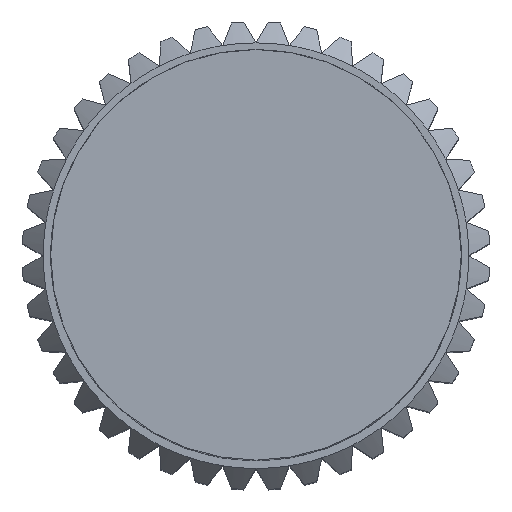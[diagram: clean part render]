
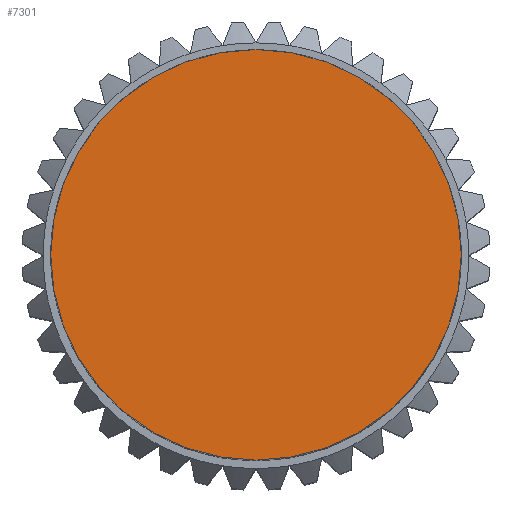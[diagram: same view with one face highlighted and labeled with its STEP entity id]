
A CAD part, top view. The second image highlights one B-rep face of the part: STEP entity #7301.
In plain terms, the highlighted planar face has unit normal (0, 0, 1).
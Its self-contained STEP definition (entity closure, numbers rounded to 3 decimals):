
#229 = CARTESIAN_POINT ( 'NONE',  ( 4.825, 0., 0. ) ) ;
#266 = DIRECTION ( 'NONE',  ( 0., 0., 1. ) ) ;
#499 = DIRECTION ( 'NONE',  ( 1., 0., 0. ) ) ;
#548 = EDGE_LOOP ( 'NONE', ( #2042, #690 ) ) ;
#690 = ORIENTED_EDGE ( 'NONE', *, *, #1947, .T. ) ;
#1006 = DIRECTION ( 'NONE',  ( 1., 0., 0. ) ) ;
#1335 = CIRCLE ( 'NONE', #6600, 4.825 ) ;
#1947 = EDGE_CURVE ( 'NONE', #6807, #7736, #1335, .T. ) ;
#2042 = ORIENTED_EDGE ( 'NONE', *, *, #9055, .T. ) ;
#2058 = CARTESIAN_POINT ( 'NONE',  ( 0., 0., 0. ) ) ;
#2320 = DIRECTION ( 'NONE',  ( 1., 0., 0. ) ) ;
#2785 = CIRCLE ( 'NONE', #3956, 4.825 ) ;
#3155 = CARTESIAN_POINT ( 'NONE',  ( -4.825, 0., 0. ) ) ;
#3654 = CARTESIAN_POINT ( 'NONE',  ( 0., 0., 0. ) ) ;
#3956 = AXIS2_PLACEMENT_3D ( 'NONE', #5065, #266, #1006 ) ;
#5065 = CARTESIAN_POINT ( 'NONE',  ( 0., 0., 0. ) ) ;
#5567 = FACE_OUTER_BOUND ( 'NONE', #548, .T. ) ;
#6058 = DIRECTION ( 'NONE',  ( 0., 0., 1. ) ) ;
#6210 = AXIS2_PLACEMENT_3D ( 'NONE', #2058, #6058, #499 ) ;
#6600 = AXIS2_PLACEMENT_3D ( 'NONE', #3654, #7849, #2320 ) ;
#6807 = VERTEX_POINT ( 'NONE', #3155 ) ;
#7301 = ADVANCED_FACE ( 'NONE', ( #5567 ), #8359, .T. ) ;
#7736 = VERTEX_POINT ( 'NONE', #229 ) ;
#7849 = DIRECTION ( 'NONE',  ( 0., 0., 1. ) ) ;
#8359 = PLANE ( 'NONE',  #6210 ) ;
#9055 = EDGE_CURVE ( 'NONE', #7736, #6807, #2785, .T. ) ;
